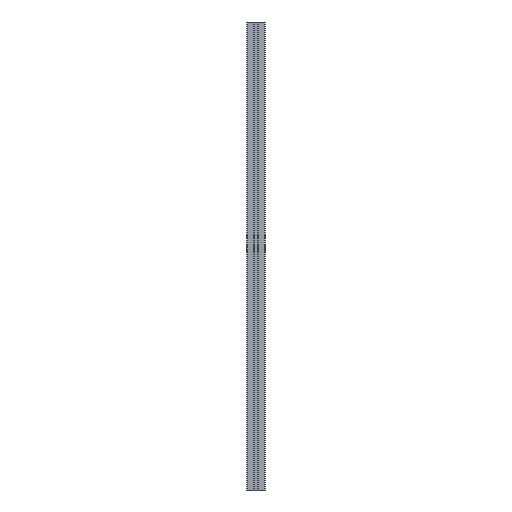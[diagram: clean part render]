
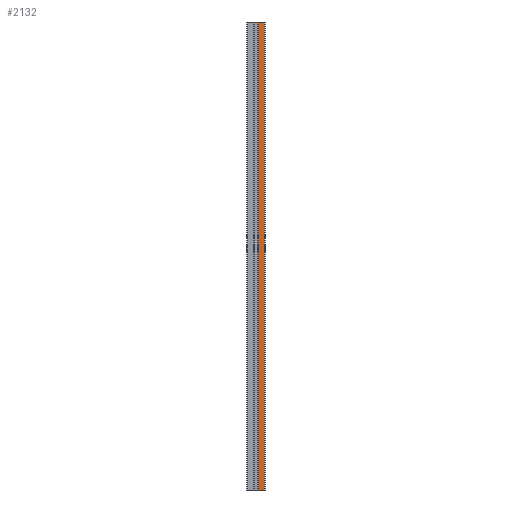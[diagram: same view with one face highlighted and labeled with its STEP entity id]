
A CAD part, front view. The second image highlights one B-rep face of the part: STEP entity #2132.
In plain terms, the highlighted planar face has unit normal (0, -1, 0).
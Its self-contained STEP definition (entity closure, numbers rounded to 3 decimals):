
#33=PLANE('',#2276);
#108=FACE_OUTER_BOUND('',#218,.T.);
#218=EDGE_LOOP('',(#1487,#1488,#1489,#1490));
#355=LINE('',#3166,#595);
#356=LINE('',#3170,#596);
#357=LINE('',#3172,#597);
#358=LINE('',#3173,#598);
#595=VECTOR('',#2531,10.);
#596=VECTOR('',#2536,10.);
#597=VECTOR('',#2537,10.);
#598=VECTOR('',#2538,10.);
#919=VERTEX_POINT('',#3163);
#920=VERTEX_POINT('',#3165);
#921=VERTEX_POINT('',#3169);
#922=VERTEX_POINT('',#3171);
#1148=EDGE_CURVE('',#920,#919,#355,.T.);
#1150=EDGE_CURVE('',#921,#919,#356,.T.);
#1151=EDGE_CURVE('',#922,#921,#357,.T.);
#1152=EDGE_CURVE('',#920,#922,#358,.T.);
#1487=ORIENTED_EDGE('',*,*,#1148,.T.);
#1488=ORIENTED_EDGE('',*,*,#1150,.F.);
#1489=ORIENTED_EDGE('',*,*,#1151,.F.);
#1490=ORIENTED_EDGE('',*,*,#1152,.F.);
#2132=ADVANCED_FACE('',(#108),#33,.T.);
#2276=AXIS2_PLACEMENT_3D('',#3168,#2534,#2535);
#2531=DIRECTION('',(0.,0.,1.));
#2534=DIRECTION('center_axis',(0.,-1.,0.));
#2535=DIRECTION('ref_axis',(1.,0.,0.));
#2536=DIRECTION('',(1.,0.,0.));
#2537=DIRECTION('',(0.,0.,1.));
#2538=DIRECTION('',(-1.,0.,0.));
#3163=CARTESIAN_POINT('',(18.,-20.,500.));
#3165=CARTESIAN_POINT('',(18.,-20.,-500.));
#3166=CARTESIAN_POINT('',(18.,-20.,0.));
#3168=CARTESIAN_POINT('Origin',(4.9,-20.,0.));
#3169=CARTESIAN_POINT('',(4.9,-20.,500.));
#3170=CARTESIAN_POINT('',(4.9,-20.,500.));
#3171=CARTESIAN_POINT('',(4.9,-20.,-500.));
#3172=CARTESIAN_POINT('',(4.9,-20.,0.));
#3173=CARTESIAN_POINT('',(4.9,-20.,-500.));
